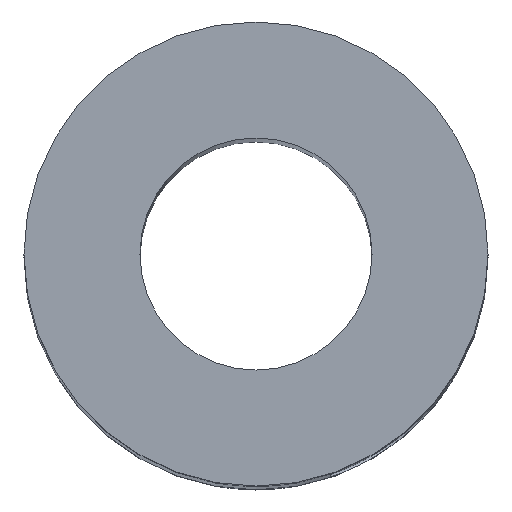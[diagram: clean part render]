
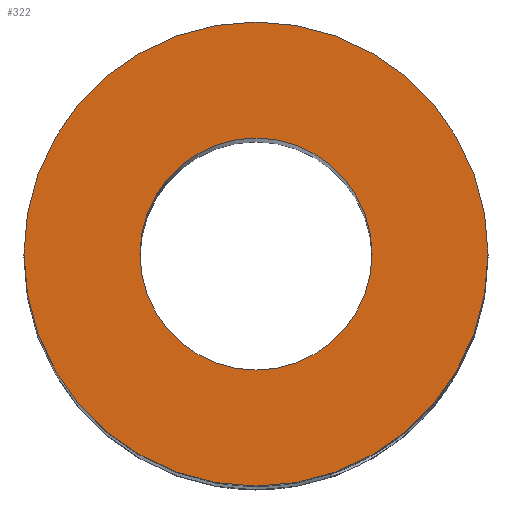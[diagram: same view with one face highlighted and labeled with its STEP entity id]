
A CAD part, top view. The second image highlights one B-rep face of the part: STEP entity #322.
In plain terms, the highlighted planar face has unit normal (0, 0, 1).
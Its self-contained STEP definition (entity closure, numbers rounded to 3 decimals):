
#31=FACE_BOUND('',#113,.T.);
#44=CIRCLE('',#374,3.);
#46=CIRCLE('',#377,6.);
#84=FACE_OUTER_BOUND('',#112,.T.);
#112=EDGE_LOOP('',(#292));
#113=EDGE_LOOP('',(#293));
#173=VERTEX_POINT('',#711);
#175=VERTEX_POINT('',#717);
#211=EDGE_CURVE('',#173,#173,#44,.T.);
#214=EDGE_CURVE('',#175,#175,#46,.T.);
#292=ORIENTED_EDGE('',*,*,#214,.T.);
#293=ORIENTED_EDGE('',*,*,#211,.T.);
#303=PLANE('',#378);
#322=ADVANCED_FACE('',(#84,#31),#303,.T.);
#374=AXIS2_PLACEMENT_3D('',#712,#450,#451);
#377=AXIS2_PLACEMENT_3D('',#718,#457,#458);
#378=AXIS2_PLACEMENT_3D('',#720,#460,#461);
#450=DIRECTION('center_axis',(0.,0.,-1.));
#451=DIRECTION('ref_axis',(-1.,0.,0.));
#457=DIRECTION('center_axis',(0.,0.,1.));
#458=DIRECTION('ref_axis',(1.,0.,0.));
#460=DIRECTION('center_axis',(0.,0.,1.));
#461=DIRECTION('ref_axis',(1.,0.,0.));
#711=CARTESIAN_POINT('',(3.,3.,58.));
#712=CARTESIAN_POINT('Origin',(0.,3.,58.));
#717=CARTESIAN_POINT('',(-6.,3.,58.));
#718=CARTESIAN_POINT('Origin',(0.,3.,58.));
#720=CARTESIAN_POINT('Origin',(0.,3.,58.));
